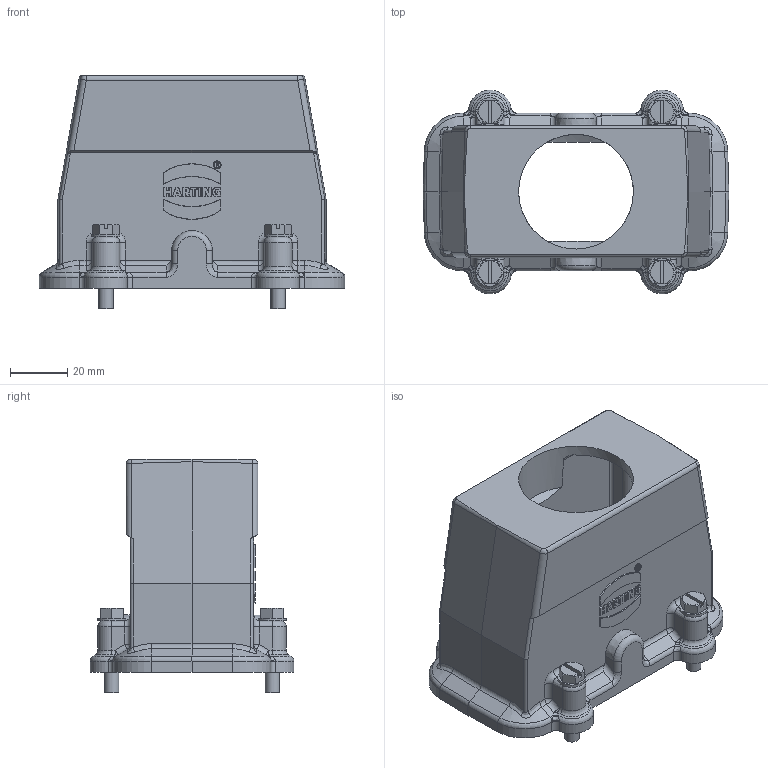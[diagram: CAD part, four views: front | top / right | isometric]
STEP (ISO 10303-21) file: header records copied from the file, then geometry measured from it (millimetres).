
FILE_DESCRIPTION(/* description */ (''),/* implementation_level */ '2;1');
FILE_NAME(/* name */ '100204479ugm000_b.stp',/* time_stamp */ '2015-01-22T08:29:06+01:00',/* author */ (''),/* organization */ (''),/* preprocessor_version */ 'ST-DEVELOPER v15',/* originating_system */ 'SIEMENS PLM Software NX 8.5',/* authorisation */ '');
FILE_SCHEMA (('AUTOMOTIVE_DESIGN { 1 0 10303 214 3 1 1 1 }'));
Length unit declared in the file: millimetre
Products named in the file (1): 100204479ugm000_b
Bounding box: 106.5 x 70.95 x 81.33 mm (x, y, z)
Volume: 101827.8 mm3; surface area: 47091.8 mm2
Topology: 1 solids, 1 shells, 667 faces, 1725 edges, 1339 vertices
Faces by surface type: plane 234, cylinder 171, bspline 102, cone 90, torus 58, sphere 12
Full cylindrical faces by diameter (mm): 3 x4, 5 x4, 9.8 x4, 40 x1
Entity records: 31170 total; most frequent: CARTESIAN_POINT 10734, DIRECTION 3141, ORIENTED_EDGE 3110, EDGE_CURVE 1555, AXIS2_PLACEMENT_3D 1165, VERTEX_POINT 937, PRESENTATION_STYLE_ASSIGNMENT 877, LINE 811
